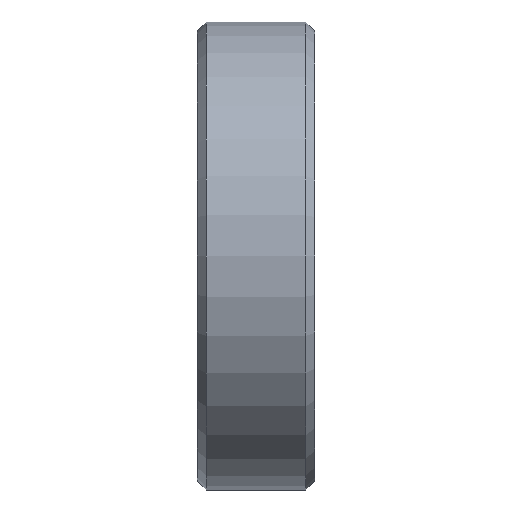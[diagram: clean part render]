
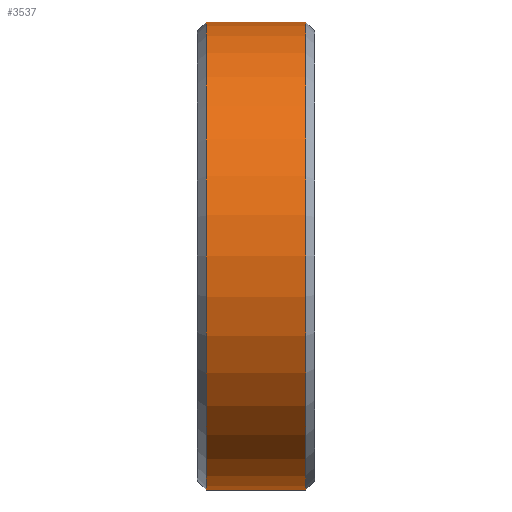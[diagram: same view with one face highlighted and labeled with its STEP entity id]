
A CAD part, left-side view. The second image highlights one B-rep face of the part: STEP entity #3537.
In plain terms, the highlighted cylindrical face has radius 8 mm (diameter 16 mm), a partial arc.
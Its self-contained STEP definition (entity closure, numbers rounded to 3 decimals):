
#147 = CARTESIAN_POINT ( 'NONE',  ( 0., 0.3, 0. ) ) ;
#167 = VERTEX_POINT ( 'NONE', #342 ) ;
#175 = CARTESIAN_POINT ( 'NONE',  ( 0., 3., 0. ) ) ;
#342 = CARTESIAN_POINT ( 'NONE',  ( 0., 3.7, -8. ) ) ;
#350 = ORIENTED_EDGE ( 'NONE', *, *, #2665, .T. ) ;
#483 = AXIS2_PLACEMENT_3D ( 'NONE', #836, #2273, #1159 ) ;
#488 = AXIS2_PLACEMENT_3D ( 'NONE', #147, #2984, #1585 ) ;
#580 = FACE_OUTER_BOUND ( 'NONE', #3611, .T. ) ;
#652 = ORIENTED_EDGE ( 'NONE', *, *, #947, .T. ) ;
#748 = ORIENTED_EDGE ( 'NONE', *, *, #1873, .T. ) ;
#830 = CIRCLE ( 'NONE', #488, 8. ) ;
#836 = CARTESIAN_POINT ( 'NONE',  ( 0., 3.7, 0. ) ) ;
#856 = CARTESIAN_POINT ( 'NONE',  ( 0., 0.3, 8. ) ) ;
#947 = EDGE_CURVE ( 'NONE', #1236, #3145, #830, .T. ) ;
#1098 = VECTOR ( 'NONE', #1463, 1000. ) ;
#1116 = CYLINDRICAL_SURFACE ( 'NONE', #2571, 8. ) ;
#1159 = DIRECTION ( 'NONE',  ( 0., 0., 1. ) ) ;
#1236 = VERTEX_POINT ( 'NONE', #2708 ) ;
#1463 = DIRECTION ( 'NONE',  ( 0., -1., 0. ) ) ;
#1565 = VECTOR ( 'NONE', #2312, 1000. ) ;
#1585 = DIRECTION ( 'NONE',  ( 0., 0., 1. ) ) ;
#1873 = EDGE_CURVE ( 'NONE', #2468, #167, #3536, .T. ) ;
#1879 = LINE ( 'NONE', #3156, #1098 ) ;
#1982 = EDGE_CURVE ( 'NONE', #2468, #3145, #3060, .T. ) ;
#2211 = CARTESIAN_POINT ( 'NONE',  ( 0., 3.7, 8. ) ) ;
#2273 = DIRECTION ( 'NONE',  ( 0., -1., 0. ) ) ;
#2312 = DIRECTION ( 'NONE',  ( 0., -1., 0. ) ) ;
#2461 = DIRECTION ( 'NONE',  ( 0., -1., 0. ) ) ;
#2468 = VERTEX_POINT ( 'NONE', #2211 ) ;
#2571 = AXIS2_PLACEMENT_3D ( 'NONE', #175, #2461, #3091 ) ;
#2665 = EDGE_CURVE ( 'NONE', #167, #1236, #1879, .T. ) ;
#2708 = CARTESIAN_POINT ( 'NONE',  ( 0., 0.3, -8. ) ) ;
#2984 = DIRECTION ( 'NONE',  ( 0., 1., 0. ) ) ;
#3060 = LINE ( 'NONE', #3188, #1565 ) ;
#3091 = DIRECTION ( 'NONE',  ( 0., 0., -1. ) ) ;
#3145 = VERTEX_POINT ( 'NONE', #856 ) ;
#3156 = CARTESIAN_POINT ( 'NONE',  ( 0., 3., -8. ) ) ;
#3188 = CARTESIAN_POINT ( 'NONE',  ( 0., 3., 8. ) ) ;
#3236 = ORIENTED_EDGE ( 'NONE', *, *, #1982, .F. ) ;
#3536 = CIRCLE ( 'NONE', #483, 8. ) ;
#3537 = ADVANCED_FACE ( 'NONE', ( #580 ), #1116, .T. ) ;
#3611 = EDGE_LOOP ( 'NONE', ( #3236, #748, #350, #652 ) ) ;
